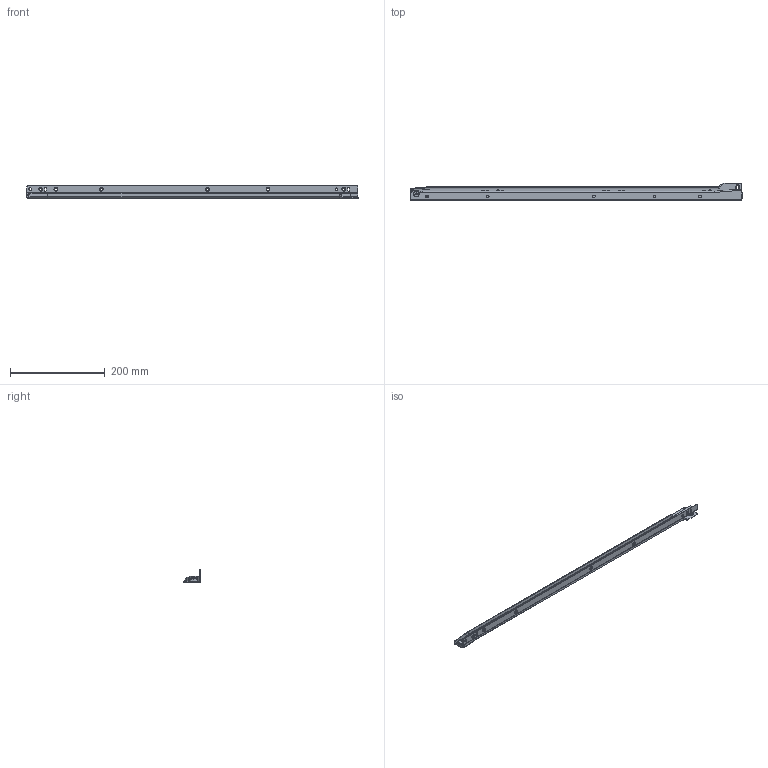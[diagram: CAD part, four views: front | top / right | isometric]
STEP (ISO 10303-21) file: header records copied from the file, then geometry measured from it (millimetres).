
FILE_DESCRIPTION (( 'STEP AP214' ), '1' );
FILE_NAME ('FR_2021.0700mm_28inch_closed_right.STEP', '2022-11-15T07:34:51', ( '' ), ( '' ), 'SwSTEP 2.0', 'SolidWorks 2020', '' );
FILE_SCHEMA (( 'AUTOMOTIVE_DESIGN' ));
Length unit declared in the file: millimetre
Products named in the file (5): FR_2021.0700mm_28inch_closed_right; 2021.XXX-01.W124.re_NL 700 Topf Standard; 2021.700-03.W154.re_NL 700; 2021.XXX-03.W154_NL 700 re of; 2021.XXX-01.W124.re_NL 700
Assembly tree (4 placements, depth 3):
  FR_2021.0700mm_28inch_closed_right
    2021.XXX-01.W124.re_NL 700
      2021.XXX-01.W124.re_NL 700 Topf Standard
    2021.700-03.W154.re_NL 700
      2021.XXX-03.W154_NL 700 re of
Bounding box: 701.08 x 36.65 x 25.5 mm (x, y, z)
Volume: 69297.8 mm3; surface area: 112177 mm2
Topology: 2 solids, 2 shells, 883 faces, 2126 edges, 1364 vertices
Faces by surface type: cylinder 419, plane 349, cone 57, bspline 39, torus 15, sphere 4
Entity records: 29867 total; most frequent: CARTESIAN_POINT 7121, DIRECTION 4548, ORIENTED_EDGE 4234, EDGE_CURVE 2117, AXIS2_PLACEMENT_3D 1719, VERTEX_POINT 1360, LINE 1110, VECTOR 1110
